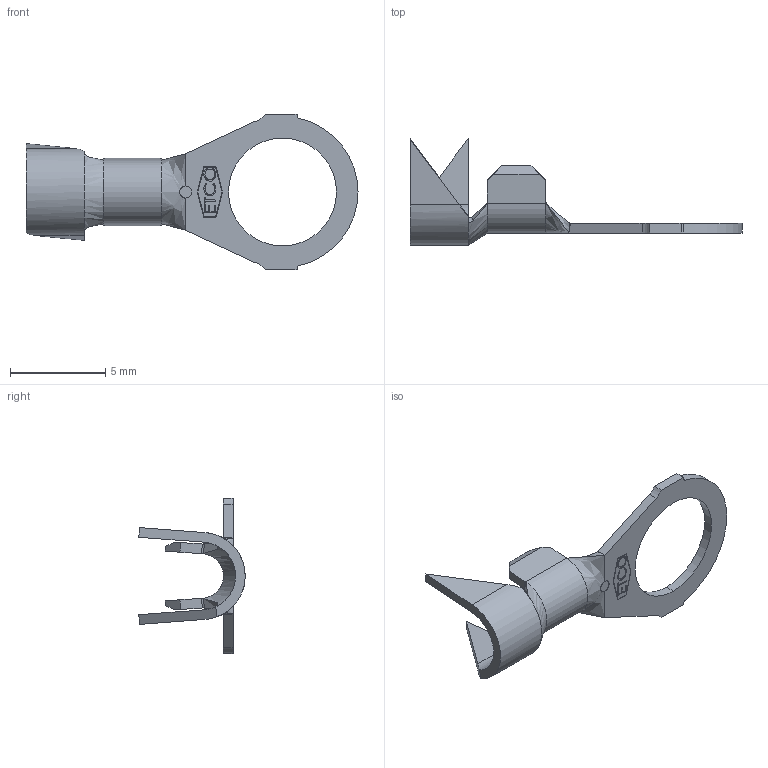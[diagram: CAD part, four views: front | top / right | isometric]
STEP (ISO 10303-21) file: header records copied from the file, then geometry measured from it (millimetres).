
FILE_DESCRIPTION (( 'STEP AP203' ), '1' );
FILE_NAME ('01565.STEP', '2015-02-06T16:30:01', ( '' ), ( '' ), 'SwSTEP 2.0', 'SolidWorks 2014', '' );
FILE_SCHEMA (( 'CONFIG_CONTROL_DESIGN' ));
Length unit declared in the file: inch
Products named in the file (1): 01565
Bounding box: 17.42 x 5.59 x 8.18 mm (x, y, z)
Volume: 45.9 mm3; surface area: 230.3 mm2
Topology: 1 solids, 1 shells, 169 faces, 443 edges, 281 vertices
Faces by surface type: plane 107, bspline 33, cylinder 21, cone 8
Entity records: 6709 total; most frequent: CARTESIAN_POINT 2733, ORIENTED_EDGE 882, DIRECTION 676, EDGE_CURVE 441, LINE 312, VECTOR 312, VERTEX_POINT 281, AXIS2_PLACEMENT_3D 182
